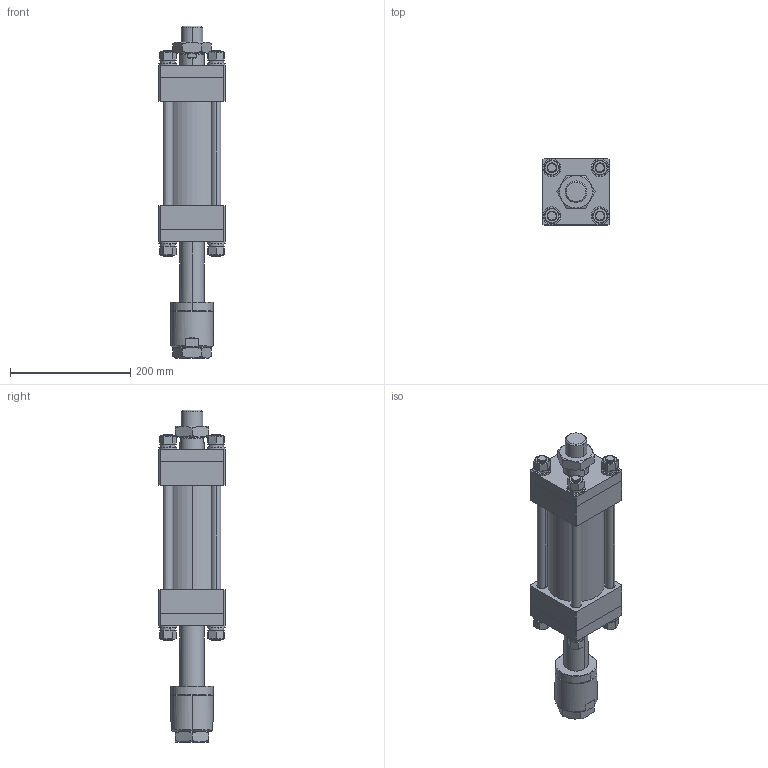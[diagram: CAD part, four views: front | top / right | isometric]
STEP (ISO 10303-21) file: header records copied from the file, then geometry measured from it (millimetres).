
FILE_DESCRIPTION (( 'STEP AP203' ), '1' );
FILE_NAME ('HOD-80-40-100-A30.STEP', '2021-04-27T06:32:08', ( '微软用户' ), ( '微软中国' ), 'SwSTEP 2.0', 'SolidWorks 2012', '' );
FILE_SCHEMA (( 'CONFIG_CONTROL_DESIGN' ));
Length unit declared in the file: millimetre
Products named in the file (12): HOD-80-40-100-A30; HOD-80-40-100-A30遣喳杶; HOD-80-40-100-A30覃誹杶; hex thin nuts-grades ab-chamfered gb_GB_FASTENER_NUT_STNAB  B M36-N; spring lock washers--normal type gb_GB_FASTENER_WASHER_SW 16; hex nuts 1-fine pitch-grades ab gb_GB_FASTENER_NUT_SNAB1XY M16X1.5-C; plain washers--product grade c gb_GB_FASTENER_WASHER_SMWC 16; HOD-80-40-100嶺裝; HOD-80-40-100-FA活塞杆; HOB-80-40-100楊擘; HOB-80-40-100前盖; HOB-80-40-100掛极
Assembly tree (38 placements, depth 2):
  HOD-80-40-100-A30
    HOB-80-40-100掛极
    HOB-80-40-100前盖  x2
    HOB-80-40-100楊擘  x2
    HOD-80-40-100-FA活塞杆
    HOD-80-40-100嶺裝  x4
    plain washers--product grade c gb_GB_FASTENER_WASHER_SMWC 16  x8
    hex nuts 1-fine pitch-grades ab gb_GB_FASTENER_NUT_SNAB1XY M16X1.5-C  x8
    spring lock washers--normal type gb_GB_FASTENER_WASHER_SW 16  x8
    hex thin nuts-grades ab-chamfered gb_GB_FASTENER_NUT_STNAB  B M36-N  x2
    HOD-80-40-100-A30覃誹杶
    HOD-80-40-100-A30遣喳杶
Bounding box: 110 x 110 x 552 mm (x, y, z)
Volume: 3015678 mm3; surface area: 534598.2 mm2
Topology: 38 solids, 38 shells, 566 faces, 1270 edges, 794 vertices
Faces by surface type: plane 212, cylinder 194, cone 148, torus 12
Entity records: 8782 total; most frequent: CARTESIAN_POINT 1566, DIRECTION 1206, ORIENTED_EDGE 996, EDGE_CURVE 498, AXIS2_PLACEMENT_3D 495, VERTEX_POINT 309, EDGE_LOOP 267, CIRCLE 232
